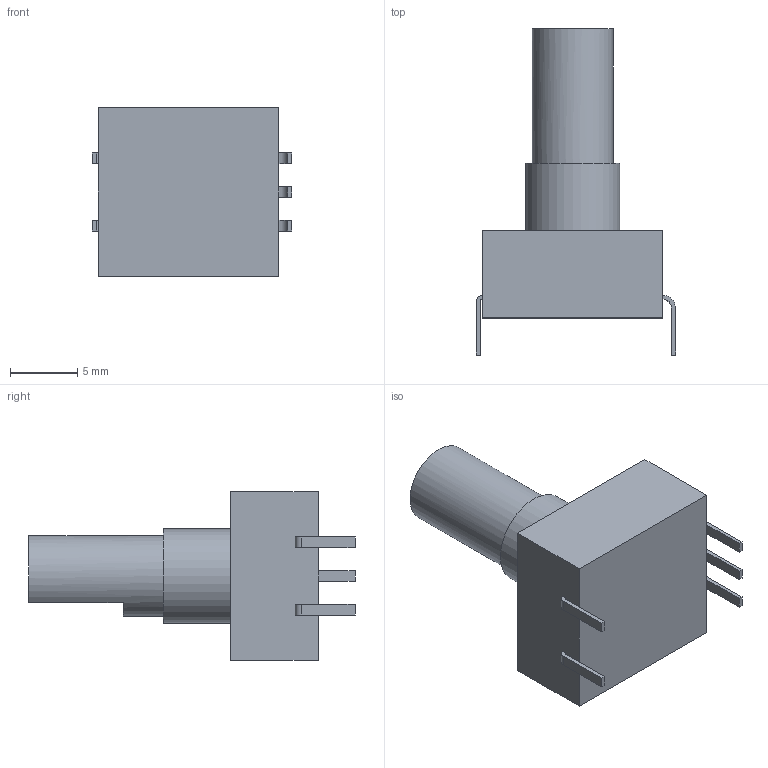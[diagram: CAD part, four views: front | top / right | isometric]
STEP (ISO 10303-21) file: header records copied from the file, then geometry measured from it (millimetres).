
FILE_DESCRIPTION(/* description */ (''),/* implementation_level */ '2;1');
FILE_NAME(/* name */ 'Encoder v1.step',/* time_stamp */ '2020-06-15T03:02:00+02:00',/* author */ (''),/* organization */ (''),/* preprocessor_version */ 'ST-DEVELOPER v18.1',/* originating_system */ 'Autodesk Translation Framework v9.3.0.1241',/* authorisation */ '');
FILE_SCHEMA (('AUTOMOTIVE_DESIGN { 1 0 10303 214 3 1 1 }'));
Length unit declared in the file: millimetre
Products named in the file (1): Encoder
Bounding box: 14.8 x 24.25 x 12.5 mm (x, y, z)
Volume: 1547.8 mm3; surface area: 1017.2 mm2
Topology: 1 solids, 1 shells, 47 faces, 114 edges, 76 vertices
Faces by surface type: plane 35, cylinder 12
Full cylindrical faces by diameter (mm): 6 x1, 7 x1
Entity records: 1407 total; most frequent: CARTESIAN_POINT 238, DIRECTION 236, ORIENTED_EDGE 228, EDGE_CURVE 114, LINE 88, VECTOR 88, VERTEX_POINT 76, AXIS2_PLACEMENT_3D 74
